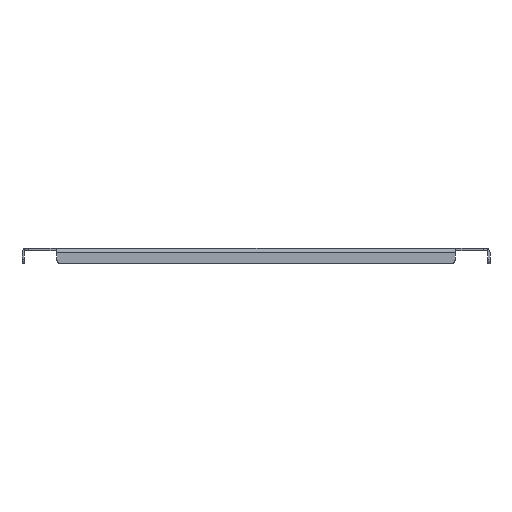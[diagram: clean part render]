
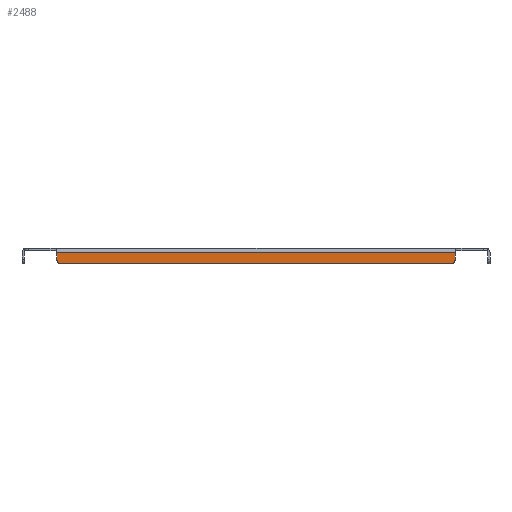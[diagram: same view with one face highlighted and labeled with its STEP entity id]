
A CAD part, front view. The second image highlights one B-rep face of the part: STEP entity #2488.
In plain terms, the highlighted planar face has unit normal (0, -1, 0).
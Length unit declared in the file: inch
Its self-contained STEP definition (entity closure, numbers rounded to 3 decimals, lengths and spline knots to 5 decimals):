
#100 = CARTESIAN_POINT ( 'NONE',  ( 11.21875, -13.46875, -0.875 ) ) ;
#113 = DIRECTION ( 'NONE',  ( 0., -1., 0. ) ) ;
#118 = VECTOR ( 'NONE', #2485, 39.37008 ) ;
#167 = VERTEX_POINT ( 'NONE', #2009 ) ;
#212 = LINE ( 'NONE', #2192, #376 ) ;
#318 = PLANE ( 'NONE',  #3016 ) ;
#323 = CIRCLE ( 'NONE', #2907, 0.25 ) ;
#376 = VECTOR ( 'NONE', #661, 39.37008 ) ;
#521 = DIRECTION ( 'NONE',  ( 0., 0., -1. ) ) ;
#552 = DIRECTION ( 'NONE',  ( 0., -1., 0. ) ) ;
#566 = CARTESIAN_POINT ( 'NONE',  ( -13.34375, -13.46875, 0. ) ) ;
#661 = DIRECTION ( 'NONE',  ( 0., 0., 1. ) ) ;
#676 = EDGE_LOOP ( 'NONE', ( #805, #2236, #1929, #2464, #2528, #2172 ) ) ;
#684 = CARTESIAN_POINT ( 'NONE',  ( -13.34375, -13.46875, -0.875 ) ) ;
#728 = CARTESIAN_POINT ( 'NONE',  ( 11.46875, -13.46875, -0.237 ) ) ;
#805 = ORIENTED_EDGE ( 'NONE', *, *, #1694, .T. ) ;
#911 = DIRECTION ( 'NONE',  ( 0., 0., -1. ) ) ;
#1024 = VERTEX_POINT ( 'NONE', #2314 ) ;
#1133 = FACE_OUTER_BOUND ( 'NONE', #676, .T. ) ;
#1327 = CIRCLE ( 'NONE', #3169, 0.25 ) ;
#1377 = CARTESIAN_POINT ( 'NONE',  ( -11.46875, -13.46875, -0.237 ) ) ;
#1480 = CARTESIAN_POINT ( 'NONE',  ( 11.46875, -13.46875, -0.625 ) ) ;
#1491 = VERTEX_POINT ( 'NONE', #3208 ) ;
#1614 = VERTEX_POINT ( 'NONE', #1480 ) ;
#1694 = EDGE_CURVE ( 'NONE', #2874, #1024, #2061, .T. ) ;
#1826 = EDGE_CURVE ( 'NONE', #1024, #1491, #1327, .T. ) ;
#1929 = ORIENTED_EDGE ( 'NONE', *, *, #2952, .T. ) ;
#1984 = LINE ( 'NONE', #728, #118 ) ;
#2009 = CARTESIAN_POINT ( 'NONE',  ( 11.46875, -13.46875, -0.237 ) ) ;
#2036 = EDGE_CURVE ( 'NONE', #3113, #1614, #323, .T. ) ;
#2061 = LINE ( 'NONE', #2079, #3060 ) ;
#2079 = CARTESIAN_POINT ( 'NONE',  ( -11.46875, -13.46875, 0. ) ) ;
#2129 = EDGE_CURVE ( 'NONE', #1614, #167, #212, .T. ) ;
#2172 = ORIENTED_EDGE ( 'NONE', *, *, #2287, .F. ) ;
#2192 = CARTESIAN_POINT ( 'NONE',  ( 11.46875, -13.46875, 0. ) ) ;
#2198 = DIRECTION ( 'NONE',  ( 1., 0., 0. ) ) ;
#2236 = ORIENTED_EDGE ( 'NONE', *, *, #1826, .T. ) ;
#2287 = EDGE_CURVE ( 'NONE', #2874, #167, #1984, .T. ) ;
#2314 = CARTESIAN_POINT ( 'NONE',  ( -11.46875, -13.46875, -0.625 ) ) ;
#2464 = ORIENTED_EDGE ( 'NONE', *, *, #2036, .T. ) ;
#2485 = DIRECTION ( 'NONE',  ( 1., 0., 0. ) ) ;
#2488 = ADVANCED_FACE ( 'NONE', ( #1133 ), #318, .T. ) ;
#2528 = ORIENTED_EDGE ( 'NONE', *, *, #2129, .T. ) ;
#2729 = VECTOR ( 'NONE', #2198, 39.37008 ) ;
#2816 = CARTESIAN_POINT ( 'NONE',  ( 11.21875, -13.46875, -0.625 ) ) ;
#2858 = DIRECTION ( 'NONE',  ( 0., 0., -1. ) ) ;
#2874 = VERTEX_POINT ( 'NONE', #1377 ) ;
#2907 = AXIS2_PLACEMENT_3D ( 'NONE', #2816, #552, #521 ) ;
#2952 = EDGE_CURVE ( 'NONE', #1491, #3113, #3210, .T. ) ;
#3016 = AXIS2_PLACEMENT_3D ( 'NONE', #566, #3092, #2858 ) ;
#3060 = VECTOR ( 'NONE', #3079, 39.37008 ) ;
#3079 = DIRECTION ( 'NONE',  ( 0., 0., -1. ) ) ;
#3092 = DIRECTION ( 'NONE',  ( 0., -1., 0. ) ) ;
#3113 = VERTEX_POINT ( 'NONE', #100 ) ;
#3165 = CARTESIAN_POINT ( 'NONE',  ( -11.21875, -13.46875, -0.625 ) ) ;
#3169 = AXIS2_PLACEMENT_3D ( 'NONE', #3165, #113, #911 ) ;
#3208 = CARTESIAN_POINT ( 'NONE',  ( -11.21875, -13.46875, -0.875 ) ) ;
#3210 = LINE ( 'NONE', #684, #2729 ) ;
